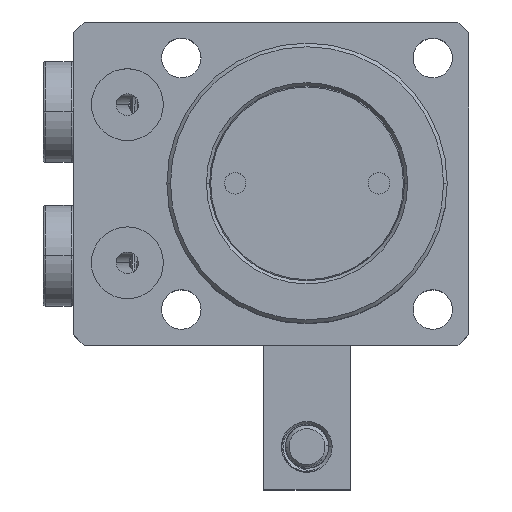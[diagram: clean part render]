
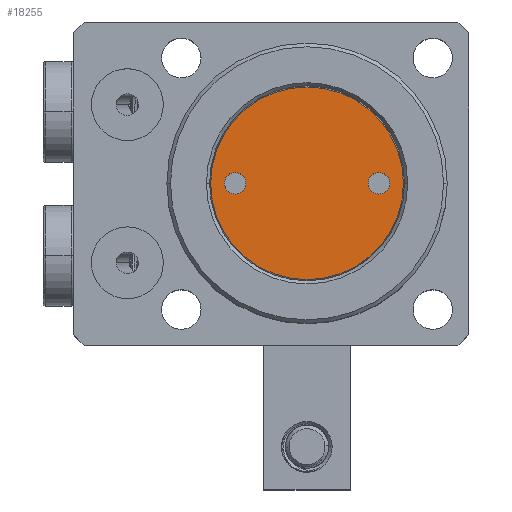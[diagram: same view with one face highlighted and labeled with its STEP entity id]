
A CAD part, top view. The second image highlights one B-rep face of the part: STEP entity #18255.
In plain terms, the highlighted planar face has unit normal (0, 0, 1).
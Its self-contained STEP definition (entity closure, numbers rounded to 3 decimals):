
#53 = ORIENTED_EDGE ( 'NONE', *, *, #15752, .F. ) ;
#128 = EDGE_CURVE ( 'NONE', #18229, #11579, #2723, .T. ) ;
#341 = CARTESIAN_POINT ( 'NONE',  ( -10., 0., 46.75 ) ) ;
#1628 = DIRECTION ( 'NONE',  ( 0., 0., -1. ) ) ;
#2030 = DIRECTION ( 'NONE',  ( 1., 0., 0. ) ) ;
#2723 = CIRCLE ( 'NONE', #19797, 13.409 ) ;
#2779 = DIRECTION ( 'NONE',  ( 0., 0., 1. ) ) ;
#2787 = ORIENTED_EDGE ( 'NONE', *, *, #128, .F. ) ;
#2903 = CARTESIAN_POINT ( 'NONE',  ( 0., 0., 46.75 ) ) ;
#2970 = CARTESIAN_POINT ( 'NONE',  ( 10., 0., 46.75 ) ) ;
#3106 = CARTESIAN_POINT ( 'NONE',  ( -13.409, 0., 46.75 ) ) ;
#3175 = DIRECTION ( 'NONE',  ( 1., 0., 0. ) ) ;
#3578 = EDGE_CURVE ( 'NONE', #11579, #18229, #6400, .T. ) ;
#3580 = FACE_BOUND ( 'NONE', #15075, .T. ) ;
#4556 = DIRECTION ( 'NONE',  ( -1., 0., 0. ) ) ;
#4639 = DIRECTION ( 'NONE',  ( 1., 0., 0. ) ) ;
#4839 = VERTEX_POINT ( 'NONE', #11877 ) ;
#5050 = CARTESIAN_POINT ( 'NONE',  ( -11.5, 0., 46.75 ) ) ;
#5384 = EDGE_LOOP ( 'NONE', ( #53, #16810 ) ) ;
#6222 = DIRECTION ( 'NONE',  ( 0., 0., 1. ) ) ;
#6400 = CIRCLE ( 'NONE', #18729, 13.409 ) ;
#6584 = AXIS2_PLACEMENT_3D ( 'NONE', #341, #11814, #2030 ) ;
#7886 = FACE_OUTER_BOUND ( 'NONE', #9829, .T. ) ;
#8691 = VERTEX_POINT ( 'NONE', #5050 ) ;
#9228 = AXIS2_PLACEMENT_3D ( 'NONE', #15994, #6222, #17641 ) ;
#9325 = AXIS2_PLACEMENT_3D ( 'NONE', #2970, #14392, #4639 ) ;
#9829 = EDGE_LOOP ( 'NONE', ( #2787, #12457 ) ) ;
#9869 = AXIS2_PLACEMENT_3D ( 'NONE', #21087, #12934, #3175 ) ;
#10784 = EDGE_CURVE ( 'NONE', #8691, #13744, #14862, .T. ) ;
#10953 = CARTESIAN_POINT ( 'NONE',  ( 13.409, 0., 46.75 ) ) ;
#11245 = CARTESIAN_POINT ( 'NONE',  ( -8.5, 0., 46.75 ) ) ;
#11408 = CARTESIAN_POINT ( 'NONE',  ( 0., 0., 46.75 ) ) ;
#11514 = AXIS2_PLACEMENT_3D ( 'NONE', #12554, #2779, #14187 ) ;
#11579 = VERTEX_POINT ( 'NONE', #10953 ) ;
#11814 = DIRECTION ( 'NONE',  ( 0., 0., 1. ) ) ;
#11877 = CARTESIAN_POINT ( 'NONE',  ( 8.5, 0., 46.75 ) ) ;
#12182 = CIRCLE ( 'NONE', #6584, 1.5 ) ;
#12457 = ORIENTED_EDGE ( 'NONE', *, *, #3578, .F. ) ;
#12554 = CARTESIAN_POINT ( 'NONE',  ( -10., 0., 46.75 ) ) ;
#12934 = DIRECTION ( 'NONE',  ( 0., 0., 1. ) ) ;
#13040 = CIRCLE ( 'NONE', #9325, 1.5 ) ;
#13053 = DIRECTION ( 'NONE',  ( -1., 0., 0. ) ) ;
#13744 = VERTEX_POINT ( 'NONE', #11245 ) ;
#14187 = DIRECTION ( 'NONE',  ( 1., 0., 0. ) ) ;
#14222 = CIRCLE ( 'NONE', #9228, 1.5 ) ;
#14272 = ORIENTED_EDGE ( 'NONE', *, *, #20276, .F. ) ;
#14309 = DIRECTION ( 'NONE',  ( 0., 0., -1. ) ) ;
#14392 = DIRECTION ( 'NONE',  ( 0., 0., 1. ) ) ;
#14862 = CIRCLE ( 'NONE', #11514, 1.5 ) ;
#15075 = EDGE_LOOP ( 'NONE', ( #14272, #17320 ) ) ;
#15582 = CARTESIAN_POINT ( 'NONE',  ( 11.5, 0., 46.75 ) ) ;
#15752 = EDGE_CURVE ( 'NONE', #13744, #8691, #12182, .T. ) ;
#15994 = CARTESIAN_POINT ( 'NONE',  ( 10., 0., 46.75 ) ) ;
#16076 = FACE_BOUND ( 'NONE', #5384, .T. ) ;
#16810 = ORIENTED_EDGE ( 'NONE', *, *, #10784, .F. ) ;
#16845 = EDGE_CURVE ( 'NONE', #4839, #18758, #13040, .T. ) ;
#17320 = ORIENTED_EDGE ( 'NONE', *, *, #16845, .F. ) ;
#17641 = DIRECTION ( 'NONE',  ( 1., 0., 0. ) ) ;
#17786 = PLANE ( 'NONE',  #9869 ) ;
#18229 = VERTEX_POINT ( 'NONE', #3106 ) ;
#18255 = ADVANCED_FACE ( 'NONE', ( #3580, #16076, #7886 ), #17786, .T. ) ;
#18729 = AXIS2_PLACEMENT_3D ( 'NONE', #2903, #14309, #4556 ) ;
#18758 = VERTEX_POINT ( 'NONE', #15582 ) ;
#19797 = AXIS2_PLACEMENT_3D ( 'NONE', #11408, #1628, #13053 ) ;
#20276 = EDGE_CURVE ( 'NONE', #18758, #4839, #14222, .T. ) ;
#21087 = CARTESIAN_POINT ( 'NONE',  ( 0., 0., 46.75 ) ) ;
